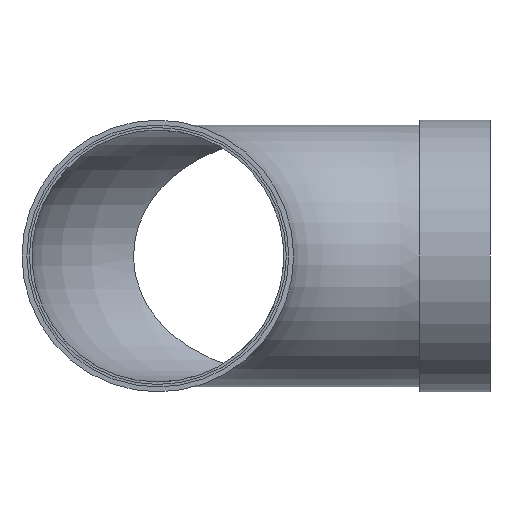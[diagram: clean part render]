
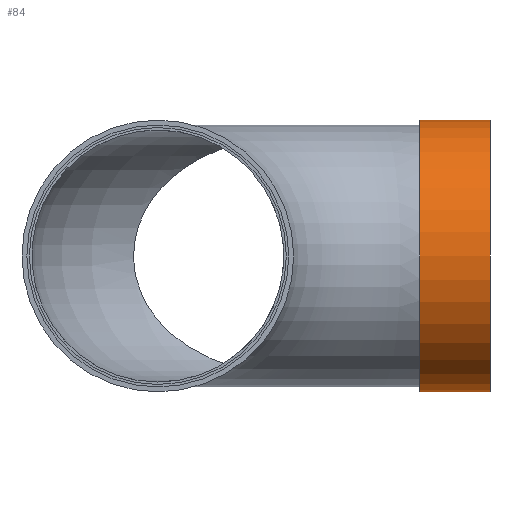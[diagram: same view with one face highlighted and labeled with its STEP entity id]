
A CAD part, left-side view. The second image highlights one B-rep face of the part: STEP entity #84.
In plain terms, the highlighted cylindrical face has radius 83 mm (diameter 166 mm), a full revolution.
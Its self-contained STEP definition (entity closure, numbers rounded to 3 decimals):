
#84 = ADVANCED_FACE( '', ( #175, #176 ), #177, .T. );
#175 = FACE_OUTER_BOUND( '', #281, .T. );
#176 = FACE_OUTER_BOUND( '', #282, .T. );
#177 = CYLINDRICAL_SURFACE( '', #283, 83. );
#281 = EDGE_LOOP( '', ( #391 ) );
#282 = EDGE_LOOP( '', ( #392 ) );
#283 = AXIS2_PLACEMENT_3D( '', #393, #394, #395 );
#391 = ORIENTED_EDGE( '', *, *, #518, .T. );
#392 = ORIENTED_EDGE( '', *, *, #519, .F. );
#393 = CARTESIAN_POINT( '', ( 0., 0., 0. ) );
#394 = DIRECTION( '', ( 0., 1., 0. ) );
#395 = DIRECTION( '', ( 0., 0., -1. ) );
#518 = EDGE_CURVE( '', #584, #584, #585, .T. );
#519 = EDGE_CURVE( '', #586, #586, #587, .T. );
#584 = VERTEX_POINT( '', #877 );
#585 = CIRCLE( '', #878, 83. );
#586 = VERTEX_POINT( '', #879 );
#587 = CIRCLE( '', #880, 83. );
#877 = CARTESIAN_POINT( '', ( 0., 43., -83. ) );
#878 = AXIS2_PLACEMENT_3D( '', #1516, #1517, #1518 );
#879 = CARTESIAN_POINT( '', ( 0., 0., -83. ) );
#880 = AXIS2_PLACEMENT_3D( '', #1519, #1520, #1521 );
#1516 = CARTESIAN_POINT( '', ( 0., 43., 0. ) );
#1517 = DIRECTION( '', ( 0., -1., 0. ) );
#1518 = DIRECTION( '', ( 0., 0., -1. ) );
#1519 = CARTESIAN_POINT( '', ( 0., 0., 0. ) );
#1520 = DIRECTION( '', ( 0., -1., 0. ) );
#1521 = DIRECTION( '', ( 0., 0., -1. ) );
